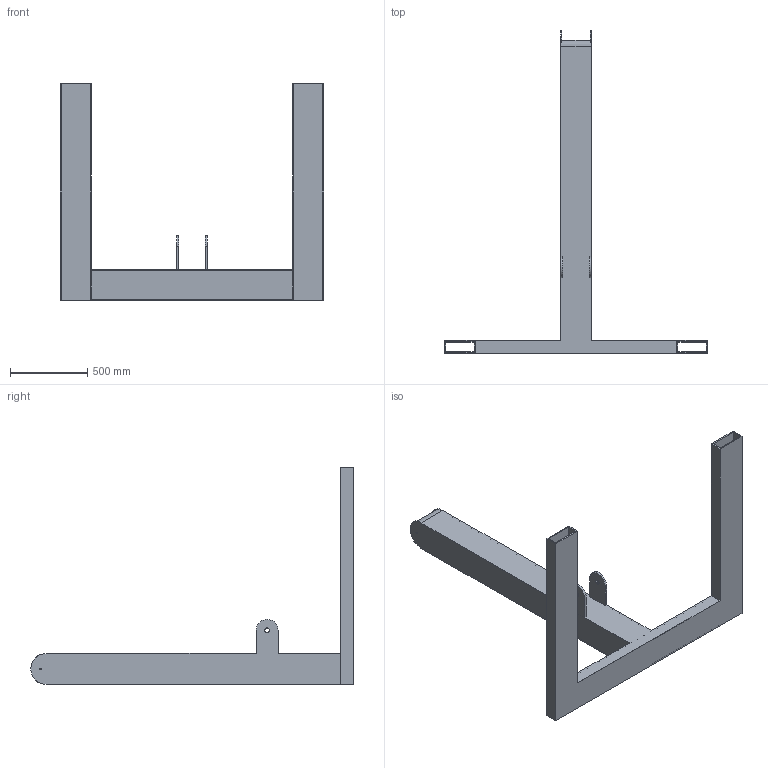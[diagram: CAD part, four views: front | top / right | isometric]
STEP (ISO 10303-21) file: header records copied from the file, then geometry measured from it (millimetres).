
FILE_DESCRIPTION (( 'STEP AP203' ), '1' );
FILE_NAME ('BasePlate_Varsayilan_sldprt.STEP', '2018-12-13T22:26:59', ( '' ), ( '' ), 'SwSTEP 2.0', 'SolidWorks 2016', '' );
FILE_SCHEMA (( 'CONFIG_CONTROL_DESIGN' ));
Length unit declared in the file: millimetre
Products named in the file (1): BasePlate_Varsayilan_sldprt
Bounding box: 1700 x 2080 x 1400 mm (x, y, z)
Volume: 30102796.8 mm3; surface area: 7471949.4 mm2
Topology: 1 solids, 2 shells, 50 faces, 138 edges, 92 vertices
Faces by surface type: plane 38, cylinder 12
Entity records: 1689 total; most frequent: CARTESIAN_POINT 281, ORIENTED_EDGE 276, DIRECTION 268, EDGE_CURVE 138, LINE 110, VECTOR 110, VERTEX_POINT 92, AXIS2_PLACEMENT_3D 79
